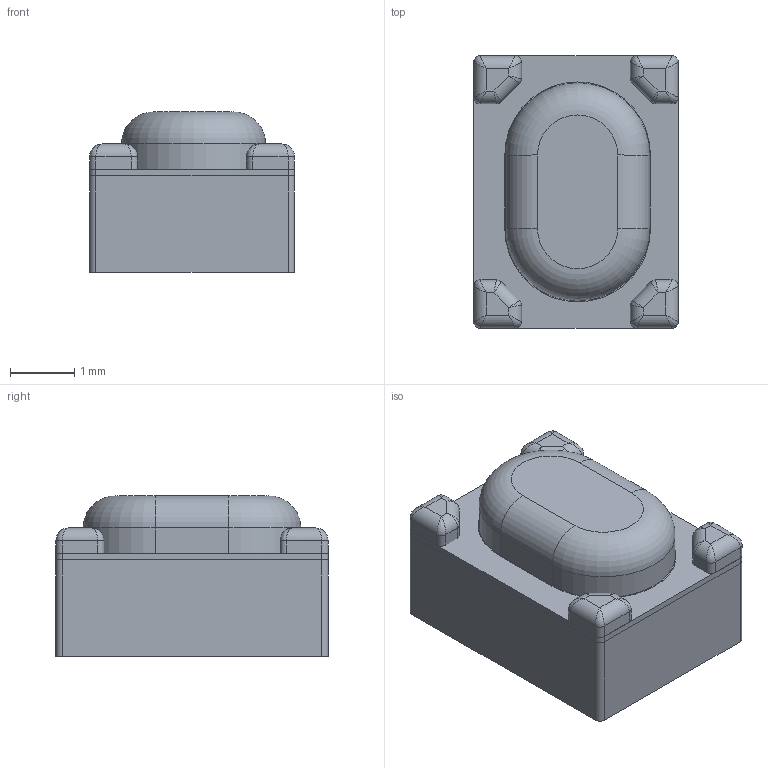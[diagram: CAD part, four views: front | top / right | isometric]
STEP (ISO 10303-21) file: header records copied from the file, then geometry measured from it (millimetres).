
FILE_DESCRIPTION(/* description */ (''),/* implementation_level */ '2;1');
FILE_NAME(/* name */ 'TactSwitch.step',/* time_stamp */ '2022-04-02T20:53:21+09:00',/* author */ (''),/* organization */ (''),/* preprocessor_version */ 'ST-DEVELOPER v18.1',/* originating_system */ 'Autodesk Translation Framework v10.14.0.1471',/* authorisation */ '');
FILE_SCHEMA (('CONFIG_CONTROL_DESIGN','AUTOMOTIVE_DESIGN { 1 0 10303 214 3 1 1 }'));
Length unit declared in the file: millimetre
Products named in the file (1): TactSwitch
Bounding box: 3.2 x 4.25 x 2.5 mm (x, y, z)
Volume: 27.4 mm3; surface area: 90.2 mm2
Topology: 3 solids, 3 shells, 134 faces, 320 edges, 176 vertices
Faces by surface type: cylinder 58, plane 54, bspline 20, torus 2
Entity records: 4010 total; most frequent: CARTESIAN_POINT 959, DIRECTION 648, ORIENTED_EDGE 600, EDGE_CURVE 300, AXIS2_PLACEMENT_3D 233, LINE 182, VECTOR 182, VERTEX_POINT 176
